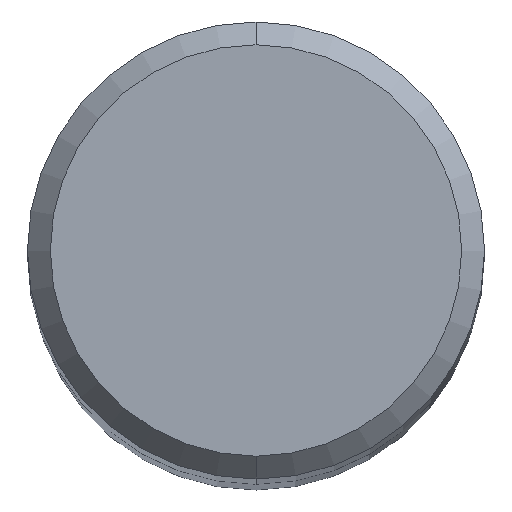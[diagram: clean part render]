
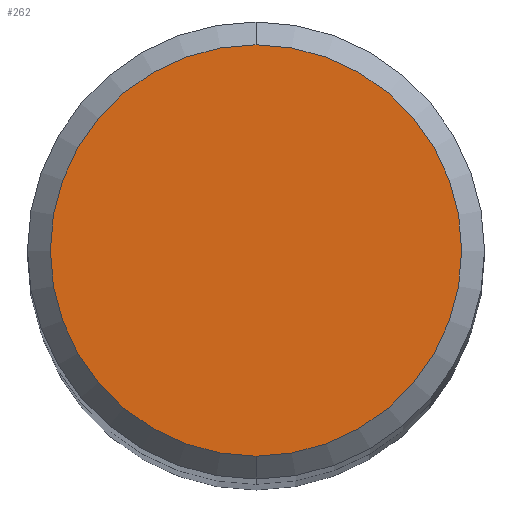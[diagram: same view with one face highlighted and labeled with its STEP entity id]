
A CAD part, top view. The second image highlights one B-rep face of the part: STEP entity #262.
In plain terms, the highlighted planar face has unit normal (0, 0, 1).
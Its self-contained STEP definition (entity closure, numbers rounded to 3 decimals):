
#244=VERTEX_POINT('',#551);
#262=ADVANCED_FACE('',(#571),#572,.T.);
#286=VERTEX_POINT('',#597);
#290=EDGE_CURVE('',#286,#244,#601,.T.);
#412=EDGE_CURVE('',#244,#286,#737,.T.);
#551=CARTESIAN_POINT('',(0.0,3.6,0.0));
#571=FACE_OUTER_BOUND('',#1051,.T.);
#572=PLANE('',#1052);
#597=CARTESIAN_POINT('',(0.,-3.6,0.0));
#601=CIRCLE('',#1100,3.6);
#737=CIRCLE('',#1373,3.6);
#1051=EDGE_LOOP('',(#1535,#1536));
#1052=AXIS2_PLACEMENT_3D('',#1537,#1538,#1539);
#1100=AXIS2_PLACEMENT_3D('',#1559,#1560,#1561);
#1373=AXIS2_PLACEMENT_3D('',#1719,#1720,#1721);
#1535=ORIENTED_EDGE('',*,*,#412,.F.);
#1536=ORIENTED_EDGE('',*,*,#290,.F.);
#1537=CARTESIAN_POINT('',(0.0,1.8,0.0));
#1538=DIRECTION('',(-0.0,0.0,1.0));
#1539=DIRECTION('',(0.0,-1.0,0.0));
#1559=CARTESIAN_POINT('',(0.0,0.0,0.0));
#1560=DIRECTION('',(0.0,0.0,-1.0));
#1561=DIRECTION('',(0.0,1.0,0.0));
#1719=CARTESIAN_POINT('',(0.0,0.0,0.0));
#1720=DIRECTION('',(0.0,0.0,-1.0));
#1721=DIRECTION('',(0.0,1.0,0.0));
